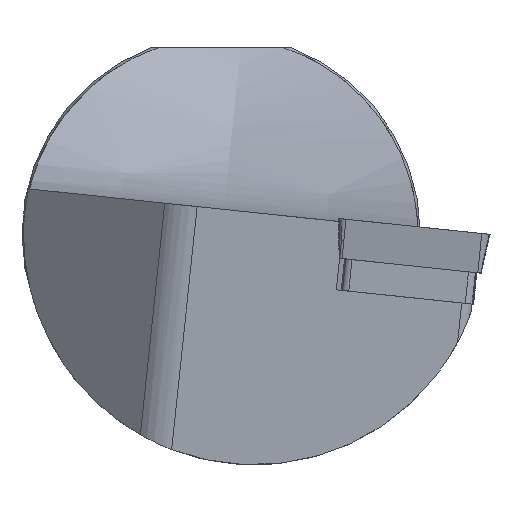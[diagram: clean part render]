
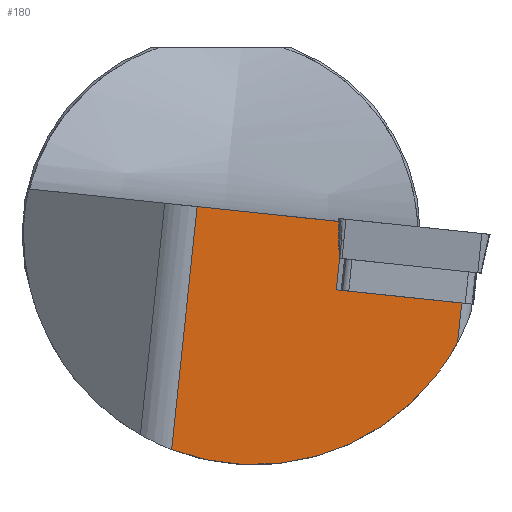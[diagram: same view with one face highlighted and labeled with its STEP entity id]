
A CAD part, left-side view. The second image highlights one B-rep face of the part: STEP entity #180.
In plain terms, the highlighted planar face has unit normal (-0.999, 0.052, 0.005).
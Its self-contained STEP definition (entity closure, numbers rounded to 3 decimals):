
#131=ELLIPSE('',#850,23.181,23.15);
#135=B_SPLINE_CURVE_WITH_KNOTS('',3,(#1105,#1106,#1107,#1108),
 .UNSPECIFIED.,.F.,.F.,(4,4),(0.,1.),.UNSPECIFIED.);
#159=B_SPLINE_CURVE_WITH_KNOTS('',3,(#1607,#1608,#1609,#1610,#1611,#1612,
#1613),.UNSPECIFIED.,.F.,.F.,(4,3,4),(0.,0.11,1.),
 .UNSPECIFIED.);
#180=ADVANCED_FACE('',(#242),#211,.F.);
#211=PLANE('',#851);
#242=FACE_OUTER_BOUND('',#284,.T.);
#284=EDGE_LOOP('',(#504,#505,#506,#507,#508,#509,#510,#511,#512));
#312=LINE('',#1089,#363);
#328=LINE('',#1937,#379);
#329=LINE('',#1939,#380);
#330=LINE('',#1942,#381);
#331=LINE('',#1943,#382);
#332=LINE('',#1946,#383);
#363=VECTOR('',#899,1.);
#379=VECTOR('',#967,1.);
#380=VECTOR('',#970,1.);
#381=VECTOR('',#971,1.);
#382=VECTOR('',#972,1.);
#383=VECTOR('',#975,1.);
#504=ORIENTED_EDGE('',*,*,#752,.T.);
#505=ORIENTED_EDGE('',*,*,#753,.T.);
#506=ORIENTED_EDGE('',*,*,#697,.T.);
#507=ORIENTED_EDGE('',*,*,#754,.T.);
#508=ORIENTED_EDGE('',*,*,#705,.T.);
#509=ORIENTED_EDGE('',*,*,#746,.T.);
#510=ORIENTED_EDGE('',*,*,#751,.T.);
#511=ORIENTED_EDGE('',*,*,#755,.T.);
#512=ORIENTED_EDGE('',*,*,#756,.F.);
#626=VERTEX_POINT('',#1088);
#627=VERTEX_POINT('',#1090);
#633=VERTEX_POINT('',#1109);
#634=VERTEX_POINT('',#1110);
#663=VERTEX_POINT('',#1606);
#666=VERTEX_POINT('',#1936);
#667=VERTEX_POINT('',#1940);
#668=VERTEX_POINT('',#1941);
#669=VERTEX_POINT('',#1945);
#697=EDGE_CURVE('',#627,#626,#312,.T.);
#705=EDGE_CURVE('',#633,#634,#135,.T.);
#746=EDGE_CURVE('',#634,#663,#159,.T.);
#751=EDGE_CURVE('',#663,#666,#328,.T.);
#752=EDGE_CURVE('',#667,#668,#329,.T.);
#753=EDGE_CURVE('',#668,#627,#330,.T.);
#754=EDGE_CURVE('',#626,#633,#331,.T.);
#755=EDGE_CURVE('',#666,#669,#131,.T.);
#756=EDGE_CURVE('',#667,#669,#332,.T.);
#850=AXIS2_PLACEMENT_3D('',#1944,#973,#974);
#851=AXIS2_PLACEMENT_3D('',#1947,#976,#977);
#899=DIRECTION('',(0.,-0.105,0.995));
#967=DIRECTION('',(0.,0.105,-0.995));
#970=DIRECTION('',(0.052,0.993,0.104));
#971=DIRECTION('',(0.052,0.993,0.104));
#972=DIRECTION('',(0.007,0.036,0.999));
#973=DIRECTION('',(-0.999,0.052,0.005));
#974=DIRECTION('',(-0.052,-0.993,-0.104));
#975=DIRECTION('',(0.,0.105,-0.995));
#976=DIRECTION('',(0.999,-0.052,-0.005));
#977=DIRECTION('',(0.052,0.999,0.));
#1088=CARTESIAN_POINT('',(2.092,-12.083,-0.597));
#1089=CARTESIAN_POINT('',(2.092,-15.177,28.835));
#1090=CARTESIAN_POINT('',(2.092,-11.559,-5.581));
#1105=CARTESIAN_POINT('',(2.105,-12.017,1.258));
#1106=CARTESIAN_POINT('',(2.107,-11.975,1.263));
#1107=CARTESIAN_POINT('',(2.109,-11.934,1.267));
#1108=CARTESIAN_POINT('',(2.112,-11.893,1.271));
#1109=CARTESIAN_POINT('',(2.105,-12.017,1.258));
#1110=CARTESIAN_POINT('',(2.112,-11.893,1.271));
#1606=CARTESIAN_POINT('',(2.861,2.41,2.775));
#1607=CARTESIAN_POINT('',(2.112,-11.893,1.271));
#1608=CARTESIAN_POINT('',(2.139,-11.368,1.326));
#1609=CARTESIAN_POINT('',(2.167,-10.844,1.382));
#1610=CARTESIAN_POINT('',(2.194,-10.319,1.437));
#1611=CARTESIAN_POINT('',(2.416,-6.076,1.883));
#1612=CARTESIAN_POINT('',(2.639,-1.833,2.329));
#1613=CARTESIAN_POINT('',(2.861,2.41,2.775));
#1936=CARTESIAN_POINT('',(2.861,4.974,-21.621));
#1937=CARTESIAN_POINT('',(2.861,-48.885,490.809));
#1939=CARTESIAN_POINT('',(2.861,3.126,-4.038));
#1940=CARTESIAN_POINT('',(1.431,-24.154,-6.905));
#1941=CARTESIAN_POINT('',(2.053,-12.295,-5.659));
#1942=CARTESIAN_POINT('',(2.861,3.126,-4.038));
#1943=CARTESIAN_POINT('',(2.071,-12.185,-3.414));
#1944=CARTESIAN_POINT('',(2.55,-3.3,0.));
#1945=CARTESIAN_POINT('',(1.431,-23.737,-10.874));
#1946=CARTESIAN_POINT('',(1.431,-76.165,487.942));
#1947=CARTESIAN_POINT('',(2.861,-48.885,490.809));
